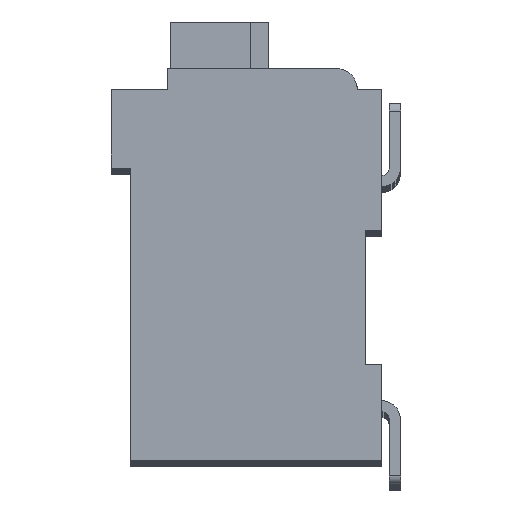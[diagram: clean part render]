
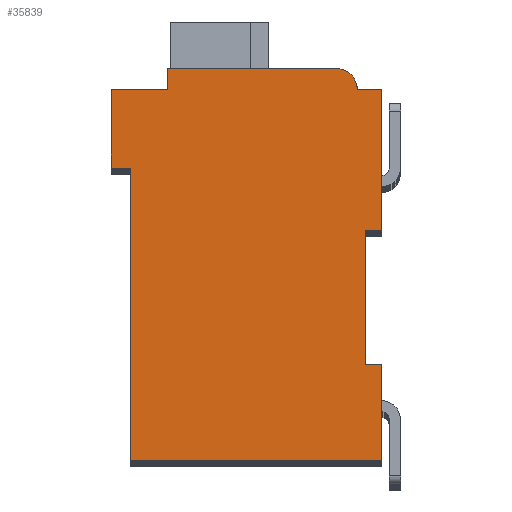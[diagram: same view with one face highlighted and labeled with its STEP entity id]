
A CAD part, top view. The second image highlights one B-rep face of the part: STEP entity #35839.
In plain terms, the highlighted planar face has unit normal (0, 0, 1).
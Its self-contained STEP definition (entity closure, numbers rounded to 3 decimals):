
#11100=DIRECTION('',(1.,0.,0.));
#11101=VECTOR('',#11100,0.5);
#11102=CARTESIAN_POINT('',(7.3,7.15,2.1));
#11103=LINE('',#11102,#11101);
#11104=DIRECTION('',(0.,1.,0.));
#11105=VECTOR('',#11104,4.15);
#11106=CARTESIAN_POINT('',(7.3,3.,2.1));
#11107=LINE('',#11106,#11105);
#11108=DIRECTION('',(-1.,0.,0.));
#11109=VECTOR('',#11108,0.5);
#11110=CARTESIAN_POINT('',(7.8,3.,2.1));
#11111=LINE('',#11110,#11109);
#11112=DIRECTION('',(0.,1.,0.));
#11113=VECTOR('',#11112,3.);
#11114=CARTESIAN_POINT('',(7.8,0.,2.1));
#11115=LINE('',#11114,#11113);
#11116=DIRECTION('',(1.,0.,0.));
#11117=VECTOR('',#11116,7.8);
#11118=CARTESIAN_POINT('',(0.,0.,2.1));
#11119=LINE('',#11118,#11117);
#11120=DIRECTION('',(0.,-1.,0.));
#11121=VECTOR('',#11120,9.1);
#11122=CARTESIAN_POINT('',(0.,9.1,2.1));
#11123=LINE('',#11122,#11121);
#11124=DIRECTION('',(1.,0.,0.));
#11125=VECTOR('',#11124,0.6);
#11126=CARTESIAN_POINT('',(-0.6,9.1,2.1));
#11127=LINE('',#11126,#11125);
#11128=DIRECTION('',(0.,-1.,0.));
#11129=VECTOR('',#11128,2.45);
#11130=CARTESIAN_POINT('',(-0.6,11.55,2.1));
#11131=LINE('',#11130,#11129);
#11132=DIRECTION('',(-1.,0.,0.));
#11133=VECTOR('',#11132,1.75);
#11134=CARTESIAN_POINT('',(1.15,11.55,2.1));
#11135=LINE('',#11134,#11133);
#11136=DIRECTION('',(0.,-1.,0.));
#11137=VECTOR('',#11136,0.65);
#11138=CARTESIAN_POINT('',(1.15,12.2,2.1));
#11139=LINE('',#11138,#11137);
#11140=DIRECTION('',(-1.,0.,0.));
#11141=VECTOR('',#11140,5.25);
#11142=CARTESIAN_POINT('',(6.4,12.2,2.1));
#11143=LINE('',#11142,#11141);
#11144=CARTESIAN_POINT('',(6.4,11.55,2.1));
#11145=DIRECTION('',(0.,0.,1.));
#11146=DIRECTION('',(1.,0.,0.));
#11147=AXIS2_PLACEMENT_3D('',#11144,#11145,#11146);
#11149=DIRECTION('',(-1.,0.,0.));
#11150=VECTOR('',#11149,0.75);
#11151=CARTESIAN_POINT('',(7.8,11.55,2.1));
#11152=LINE('',#11151,#11150);
#11153=DIRECTION('',(0.,1.,0.));
#11154=VECTOR('',#11153,4.4);
#11155=CARTESIAN_POINT('',(7.8,7.15,2.1));
#11156=LINE('',#11155,#11154);
#17989=CARTESIAN_POINT('',(7.3,7.15,2.1));
#17990=CARTESIAN_POINT('',(7.8,7.15,2.1));
#17991=VERTEX_POINT('',#17989);
#17992=VERTEX_POINT('',#17990);
#17993=CARTESIAN_POINT('',(7.8,11.55,2.1));
#17994=VERTEX_POINT('',#17993);
#17995=CARTESIAN_POINT('',(7.05,11.55,2.1));
#17996=VERTEX_POINT('',#17995);
#17997=CARTESIAN_POINT('',(6.4,12.2,2.1));
#17998=VERTEX_POINT('',#17997);
#17999=CARTESIAN_POINT('',(1.15,12.2,2.1));
#18000=VERTEX_POINT('',#17999);
#18001=CARTESIAN_POINT('',(1.15,11.55,2.1));
#18002=VERTEX_POINT('',#18001);
#18003=CARTESIAN_POINT('',(-0.6,11.55,2.1));
#18004=VERTEX_POINT('',#18003);
#18005=CARTESIAN_POINT('',(-0.6,9.1,2.1));
#18006=VERTEX_POINT('',#18005);
#18007=CARTESIAN_POINT('',(0.,9.1,2.1));
#18008=VERTEX_POINT('',#18007);
#18009=CARTESIAN_POINT('',(0.,0.,2.1));
#18010=VERTEX_POINT('',#18009);
#18011=CARTESIAN_POINT('',(7.8,0.,2.1));
#18012=VERTEX_POINT('',#18011);
#18013=CARTESIAN_POINT('',(7.8,3.,2.1));
#18014=VERTEX_POINT('',#18013);
#18015=CARTESIAN_POINT('',(7.3,3.,2.1));
#18016=VERTEX_POINT('',#18015);
#35818=CARTESIAN_POINT('',(0.,0.,2.1));
#35819=DIRECTION('',(0.,0.,1.));
#35820=DIRECTION('',(1.,0.,0.));
#35821=AXIS2_PLACEMENT_3D('',#35818,#35819,#35820);
#35822=PLANE('',#35821);
#35823=ORIENTED_EDGE('',*,*,#23670,.F.);
#35824=ORIENTED_EDGE('',*,*,#24472,.F.);
#35825=ORIENTED_EDGE('',*,*,#30532,.F.);
#35826=ORIENTED_EDGE('',*,*,#30977,.F.);
#35827=ORIENTED_EDGE('',*,*,#31494,.F.);
#35828=ORIENTED_EDGE('',*,*,#32260,.F.);
#35829=ORIENTED_EDGE('',*,*,#32494,.F.);
#35830=ORIENTED_EDGE('',*,*,#32975,.F.);
#35831=ORIENTED_EDGE('',*,*,#33503,.F.);
#35832=ORIENTED_EDGE('',*,*,#34268,.F.);
#35833=ORIENTED_EDGE('',*,*,#34870,.F.);
#35834=ORIENTED_EDGE('',*,*,#33554,.F.);
#35835=ORIENTED_EDGE('',*,*,#34059,.F.);
#35836=ORIENTED_EDGE('',*,*,#24367,.F.);
#35837=EDGE_LOOP('',(#35823,#35824,#35825,#35826,#35827,#35828,#35829,#35830,
#35831,#35832,#35833,#35834,#35835,#35836));
#35838=FACE_OUTER_BOUND('',#35837,.F.);
#11148=CIRCLE('',#11147,0.65);
#23670=EDGE_CURVE('',#17991,#17992,#11103,.T.);
#24367=EDGE_CURVE('',#17992,#17994,#11156,.T.);
#24472=EDGE_CURVE('',#18016,#17991,#11107,.T.);
#30532=EDGE_CURVE('',#18014,#18016,#11111,.T.);
#30977=EDGE_CURVE('',#18012,#18014,#11115,.T.);
#31494=EDGE_CURVE('',#18010,#18012,#11119,.T.);
#32260=EDGE_CURVE('',#18008,#18010,#11123,.T.);
#32494=EDGE_CURVE('',#18006,#18008,#11127,.T.);
#32975=EDGE_CURVE('',#18004,#18006,#11131,.T.);
#33503=EDGE_CURVE('',#18002,#18004,#11135,.T.);
#33554=EDGE_CURVE('',#17996,#17998,#11148,.T.);
#34059=EDGE_CURVE('',#17994,#17996,#11152,.T.);
#34268=EDGE_CURVE('',#18000,#18002,#11139,.T.);
#34870=EDGE_CURVE('',#17998,#18000,#11143,.T.);
#35839=ADVANCED_FACE('',(#35838),#35822,.T.);
